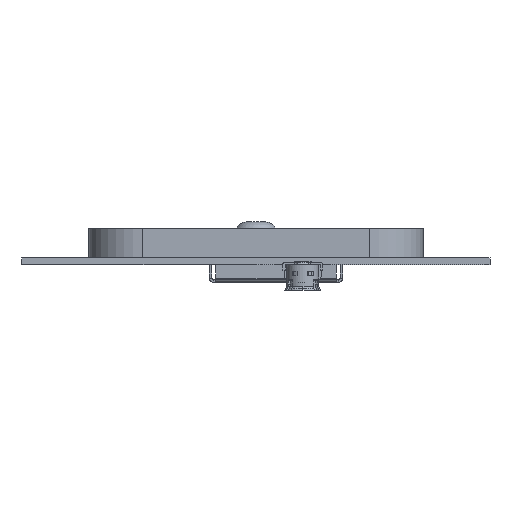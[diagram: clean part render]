
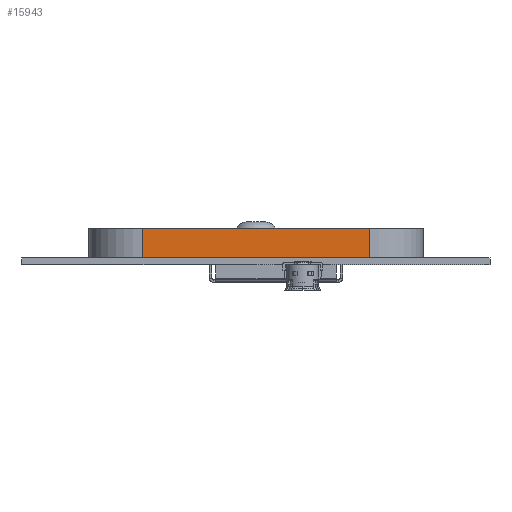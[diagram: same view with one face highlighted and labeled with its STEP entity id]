
A CAD part, front view. The second image highlights one B-rep face of the part: STEP entity #15943.
In plain terms, the highlighted face is planar.
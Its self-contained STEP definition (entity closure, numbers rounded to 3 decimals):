
#414 = CARTESIAN_POINT ( 'NONE',  ( 12.5, 0., 12.5 ) ) ;
#2418 = VECTOR ( 'NONE', #9180, 1000. ) ;
#4929 = CARTESIAN_POINT ( 'NONE',  ( 12.5, 0., 8.5 ) ) ;
#5427 = LINE ( 'NONE', #34910, #10378 ) ;
#6463 = ORIENTED_EDGE ( 'NONE', *, *, #13096, .T. ) ;
#6857 = CARTESIAN_POINT ( 'NONE',  ( 12.5, 0., -8.5 ) ) ;
#9180 = DIRECTION ( 'NONE',  ( 0., 0., -1. ) ) ;
#10076 = AXIS2_PLACEMENT_3D ( 'NONE', #25568, #19930, #37013 ) ;
#10378 = VECTOR ( 'NONE', #20177, 1000. ) ;
#10624 = VECTOR ( 'NONE', #26418, 1000. ) ;
#12201 = CARTESIAN_POINT ( 'NONE',  ( 12.5, 2.2, 8.5 ) ) ;
#13096 = EDGE_CURVE ( 'NONE', #22011, #28314, #19741, .T. ) ;
#13794 = DIRECTION ( 'NONE',  ( 0., 1., 0. ) ) ;
#15943 = ADVANCED_FACE ( 'NONE', ( #28726 ), #36883, .F. ) ;
#16280 = VERTEX_POINT ( 'NONE', #4929 ) ;
#16838 = LINE ( 'NONE', #414, #2418 ) ;
#17111 = EDGE_CURVE ( 'NONE', #33031, #16280, #34962, .T. ) ;
#19741 = LINE ( 'NONE', #31098, #27390 ) ;
#19930 = DIRECTION ( 'NONE',  ( -1., 0., 0. ) ) ;
#20177 = DIRECTION ( 'NONE',  ( 0., 0., -1. ) ) ;
#22011 = VERTEX_POINT ( 'NONE', #6857 ) ;
#22703 = EDGE_CURVE ( 'NONE', #33031, #28314, #5427, .T. ) ;
#24146 = CARTESIAN_POINT ( 'NONE',  ( 12.5, 2.2, -8.5 ) ) ;
#25568 = CARTESIAN_POINT ( 'NONE',  ( 12.5, 2.2, 12.5 ) ) ;
#26418 = DIRECTION ( 'NONE',  ( 0., -1., 0. ) ) ;
#26837 = ORIENTED_EDGE ( 'NONE', *, *, #17111, .T. ) ;
#27390 = VECTOR ( 'NONE', #13794, 1000. ) ;
#27433 = ORIENTED_EDGE ( 'NONE', *, *, #22703, .F. ) ;
#27563 = CARTESIAN_POINT ( 'NONE',  ( 12.5, 2.2, 8.5 ) ) ;
#28314 = VERTEX_POINT ( 'NONE', #24146 ) ;
#28726 = FACE_OUTER_BOUND ( 'NONE', #30144, .T. ) ;
#30144 = EDGE_LOOP ( 'NONE', ( #33063, #6463, #27433, #26837 ) ) ;
#31098 = CARTESIAN_POINT ( 'NONE',  ( 12.5, 2.2, -8.5 ) ) ;
#33031 = VERTEX_POINT ( 'NONE', #27563 ) ;
#33063 = ORIENTED_EDGE ( 'NONE', *, *, #36573, .T. ) ;
#34910 = CARTESIAN_POINT ( 'NONE',  ( 12.5, 2.2, 12.5 ) ) ;
#34962 = LINE ( 'NONE', #12201, #10624 ) ;
#36573 = EDGE_CURVE ( 'NONE', #16280, #22011, #16838, .T. ) ;
#36883 = PLANE ( 'NONE',  #10076 ) ;
#37013 = DIRECTION ( 'NONE',  ( 0., 0., 1. ) ) ;
